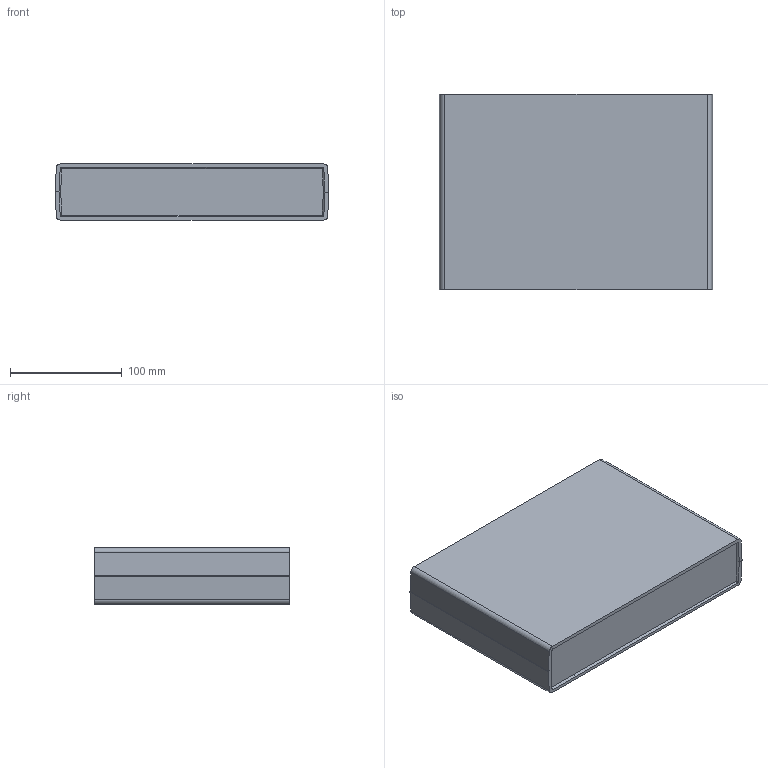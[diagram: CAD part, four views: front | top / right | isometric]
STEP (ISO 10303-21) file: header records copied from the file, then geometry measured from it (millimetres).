
FILE_DESCRIPTION (( 'STEP AP214' ), '1' );
FILE_NAME ('G750 G720.STEP', '2011-02-09T02:19:38', ( 'NEF User' ), ( 'NEF User' ), 'SwSTEP 2.0', 'SolidWorks 2010', '' );
FILE_SCHEMA (( 'AUTOMOTIVE_DESIGN' ));
Length unit declared in the file: millimetre
Products named in the file (1): G750  G720
Bounding box: 245 x 175 x 50.5 mm (x, y, z)
Volume: 348075.6 mm3; surface area: 268487.5 mm2
Topology: 4 solids, 4 shells, 434 faces, 1126 edges, 728 vertices
Faces by surface type: plane 302, cylinder 84, cone 48
Entity records: 13197 total; most frequent: CARTESIAN_POINT 2311, DIRECTION 2242, ORIENTED_EDGE 2236, EDGE_CURVE 1118, LINE 844, VECTOR 844, VERTEX_POINT 728, AXIS2_PLACEMENT_3D 699
